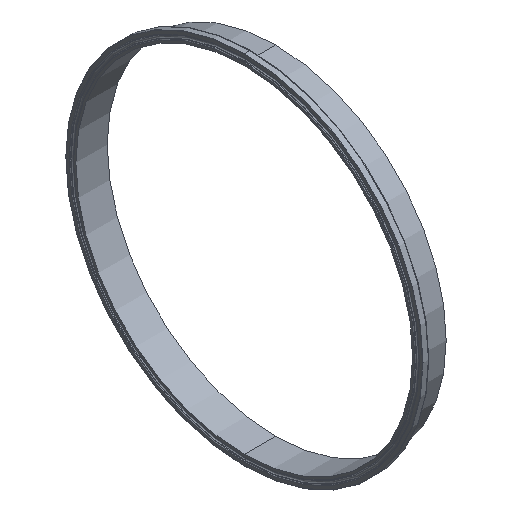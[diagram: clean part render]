
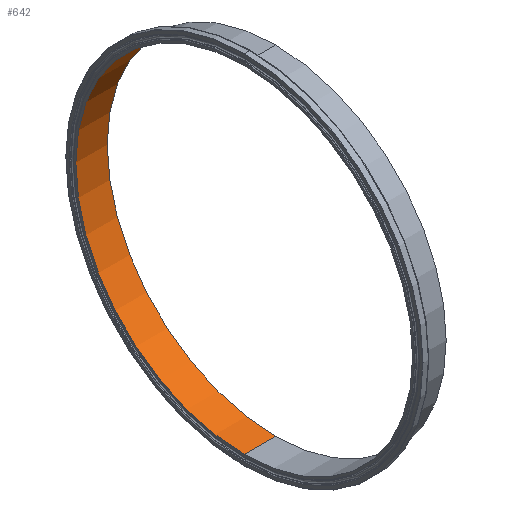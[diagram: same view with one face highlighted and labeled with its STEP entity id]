
A CAD part, isometric view. The second image highlights one B-rep face of the part: STEP entity #642.
In plain terms, the highlighted cylindrical face has radius 150.4 mm (diameter 300.8 mm), a partial arc.
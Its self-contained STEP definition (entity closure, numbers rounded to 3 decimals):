
#2 = VECTOR ( 'NONE', #53, 1000. ) ;
#33 = CARTESIAN_POINT ( 'NONE',  ( 28., 0., -150.4 ) ) ;
#43 = ORIENTED_EDGE ( 'NONE', *, *, #507, .F. ) ;
#48 = LINE ( 'NONE', #288, #2 ) ;
#51 = CARTESIAN_POINT ( 'NONE',  ( 0., 0., 0. ) ) ;
#53 = DIRECTION ( 'NONE',  ( -1., 0., 0. ) ) ;
#85 = EDGE_CURVE ( 'NONE', #513, #172, #48, .T. ) ;
#94 = EDGE_CURVE ( 'NONE', #713, #751, #754, .T. ) ;
#125 = CARTESIAN_POINT ( 'NONE',  ( 0., 0., 150.4 ) ) ;
#143 = AXIS2_PLACEMENT_3D ( 'NONE', #51, #392, #676 ) ;
#164 = FACE_OUTER_BOUND ( 'NONE', #452, .T. ) ;
#172 = VERTEX_POINT ( 'NONE', #275 ) ;
#185 = ORIENTED_EDGE ( 'NONE', *, *, #94, .T. ) ;
#195 = DIRECTION ( 'NONE',  ( -1., 0., 0. ) ) ;
#226 = DIRECTION ( 'NONE',  ( -1., 0., 0. ) ) ;
#235 = ORIENTED_EDGE ( 'NONE', *, *, #85, .F. ) ;
#275 = CARTESIAN_POINT ( 'NONE',  ( 0., 0., -150.4 ) ) ;
#288 = CARTESIAN_POINT ( 'NONE',  ( 0., 0., -150.4 ) ) ;
#311 = AXIS2_PLACEMENT_3D ( 'NONE', #695, #649, #595 ) ;
#344 = CARTESIAN_POINT ( 'NONE',  ( 0., 0., 150.4 ) ) ;
#345 = ORIENTED_EDGE ( 'NONE', *, *, #686, .T. ) ;
#392 = DIRECTION ( 'NONE',  ( -1., 0., 0. ) ) ;
#412 = CARTESIAN_POINT ( 'NONE',  ( 28., 0., 150.4 ) ) ;
#452 = EDGE_LOOP ( 'NONE', ( #235, #43, #185, #345 ) ) ;
#507 = EDGE_CURVE ( 'NONE', #713, #513, #623, .T. ) ;
#513 = VERTEX_POINT ( 'NONE', #33 ) ;
#572 = CYLINDRICAL_SURFACE ( 'NONE', #143, 150.4 ) ;
#591 = CIRCLE ( 'NONE', #311, 150.4 ) ;
#595 = DIRECTION ( 'NONE',  ( 0., 0., 1. ) ) ;
#604 = CARTESIAN_POINT ( 'NONE',  ( 28., 0., 0. ) ) ;
#623 = CIRCLE ( 'NONE', #711, 150.4 ) ;
#638 = VECTOR ( 'NONE', #226, 1000. ) ;
#642 = ADVANCED_FACE ( 'NONE', ( #164 ), #572, .F. ) ;
#649 = DIRECTION ( 'NONE',  ( -1., 0., 0. ) ) ;
#660 = DIRECTION ( 'NONE',  ( 0., 0., 1. ) ) ;
#676 = DIRECTION ( 'NONE',  ( 0., 0., 1. ) ) ;
#686 = EDGE_CURVE ( 'NONE', #751, #172, #591, .T. ) ;
#695 = CARTESIAN_POINT ( 'NONE',  ( 0., 0., 0. ) ) ;
#711 = AXIS2_PLACEMENT_3D ( 'NONE', #604, #195, #660 ) ;
#713 = VERTEX_POINT ( 'NONE', #412 ) ;
#751 = VERTEX_POINT ( 'NONE', #344 ) ;
#754 = LINE ( 'NONE', #125, #638 ) ;
